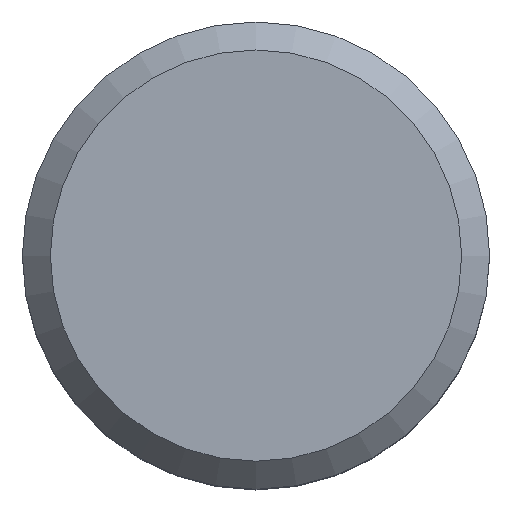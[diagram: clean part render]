
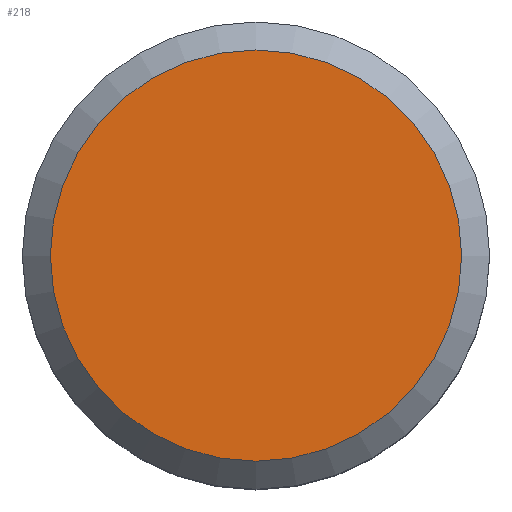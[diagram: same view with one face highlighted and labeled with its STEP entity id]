
A CAD part, top view. The second image highlights one B-rep face of the part: STEP entity #218.
In plain terms, the highlighted planar face has unit normal (0, 0, 1).
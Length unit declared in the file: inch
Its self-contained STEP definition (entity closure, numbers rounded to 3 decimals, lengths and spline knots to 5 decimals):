
#54=FACE_OUTER_BOUND('',#73,.T.);
#73=EDGE_LOOP('',(#181));
#94=CIRCLE('',#261,0.22);
#112=VERTEX_POINT('',#394);
#135=EDGE_CURVE('',#112,#112,#94,.T.);
#181=ORIENTED_EDGE('',*,*,#135,.F.);
#206=PLANE('',#262);
#218=ADVANCED_FACE('',(#54),#206,.T.);
#261=AXIS2_PLACEMENT_3D('',#395,#324,#325);
#262=AXIS2_PLACEMENT_3D('',#397,#327,#328);
#324=DIRECTION('center_axis',(0.,0.,
-1.));
#325=DIRECTION('ref_axis',(1.,0.,0.));
#327=DIRECTION('center_axis',(0.,0.,
1.));
#328=DIRECTION('ref_axis',(1.,0.,0.));
#394=CARTESIAN_POINT('',(-0.22,0.,0.95));
#395=CARTESIAN_POINT('Origin',(0.,0.,
0.95));
#397=CARTESIAN_POINT('Origin',(0.,0.,
0.95));
